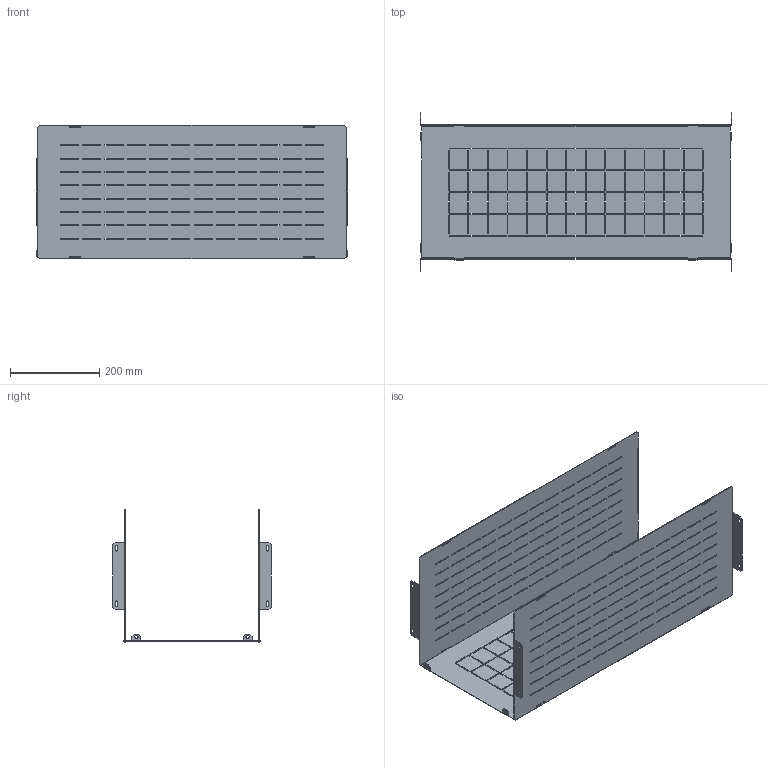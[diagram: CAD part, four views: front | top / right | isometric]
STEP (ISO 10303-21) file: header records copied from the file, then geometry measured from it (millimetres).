
FILE_DESCRIPTION (( 'STEP AP203' ), '1' );
FILE_NAME ('MA1.800.080403.01.00 Ïåðåãîðîäêè äëÿ ñáîðêè ãîðèçîíòàëüíûõ øèí Ø800 Ã400 EKF AleSta AleSta-PCHB84.STEP', '2024-06-06T07:29:57', ( '' ), ( '' ), 'SwSTEP 2.0', 'SolidWorks 2021', '' );
FILE_SCHEMA (( 'CONFIG_CONTROL_DESIGN' ));
Length unit declared in the file: millimetre
Products named in the file (3): MA1.800.060603.01.01 ãîðèçîíòàëüíàÿ ÷àñòü_ƒ = 400; MA1.800.080403.01.00 Ïåðåãîðîäêè äëÿ ñáîðêè ãîðèçîíòàëüíûõ øèí Ø800 Ã400 EKF AleSta AleSta-PCHB84; MA1.800.060603.01.02 ôðîíòàëüíàÿ ÷àñòü_˜=800
Assembly tree (3 placements, depth 2):
  MA1.800.080403.01.00 Ïåðåãîðîäêè äëÿ ñáîðêè ãîðèçîíòàëüíûõ øèí Ø800 Ã400 EKF AleSta AleSta-PCHB84
    MA1.800.060603.01.01 ãîðèçîíòàëüíàÿ ÷àñòü_ƒ = 400
    MA1.800.060603.01.02 ôðîíòàëüíàÿ ÷àñòü_˜=800  x2
Bounding box: 699 x 356.01 x 300 mm (x, y, z)
Volume: 612874.9 mm3; surface area: 1261057.5 mm2
Topology: 3 solids, 3 shells, 1558 faces, 4592 edges, 3040 vertices
Faces by surface type: plane 1518, cylinder 40
Entity records: 36393 total; most frequent: CARTESIAN_POINT 6346, ORIENTED_EDGE 6336, DIRECTION 5436, EDGE_CURVE 3168, LINE 3064, VECTOR 3064, VERTEX_POINT 2096, EDGE_LOOP 1558
